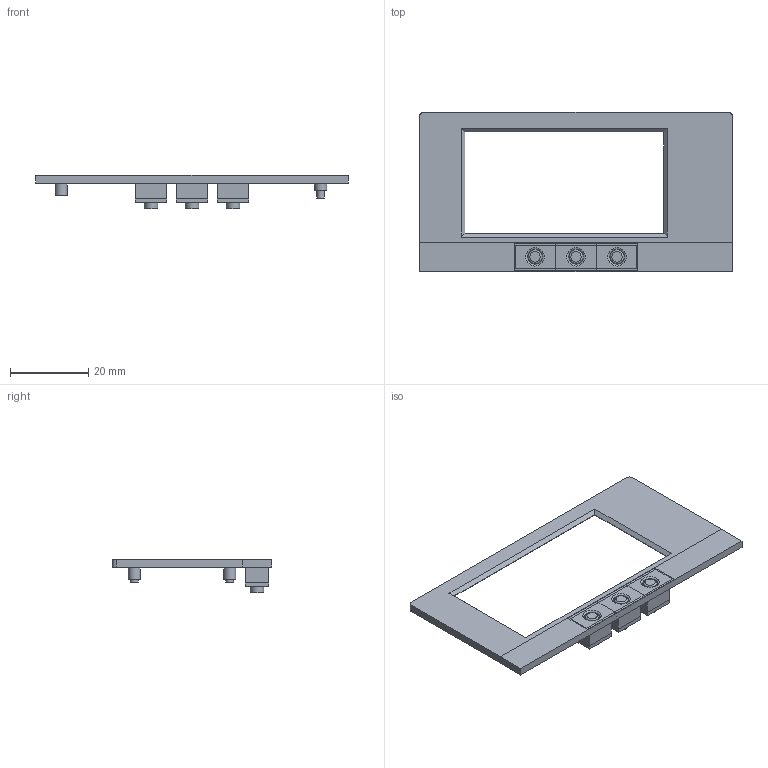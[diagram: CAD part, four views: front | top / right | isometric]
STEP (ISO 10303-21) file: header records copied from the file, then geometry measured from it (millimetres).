
FILE_DESCRIPTION(('FreeCAD Model'),'2;1');
FILE_NAME('Open CASCADE Shape Model','2024-05-26T20:44:11',(''),(''), 'Open CASCADE STEP processor 7.6','FreeCAD','Unknown');
FILE_SCHEMA(('AUTOMOTIVE_DESIGN { 1 0 10303 214 1 1 1 1 }'));
Length unit declared in the file: millimetre
Products named in the file (3): Display_frame; Body; Compound001
Assembly tree (2 placements, depth 2):
  Display_frame
    Body
    Compound001
Bounding box: 80 x 40.75 x 8.5 mm (x, y, z)
Volume: 3987.5 mm3; surface area: 6767.3 mm2
Topology: 8 solids, 8 shells, 200 faces, 434 edges, 273 vertices
Faces by surface type: plane 143, cylinder 24, torus 18, bspline 15
Full cylindrical faces by diameter (mm): 2 x2, 3.1 x4, 3.5 x6, 3.9 x6, 5 x4
Entity records: 6876 total; most frequent: CARTESIAN_POINT 1834, ORIENTED_EDGE 868, DIRECTION 864, EDGE_CURVE 434, LINE 296, VECTOR 296, AXIS2_PLACEMENT_3D 284, VERTEX_POINT 273
